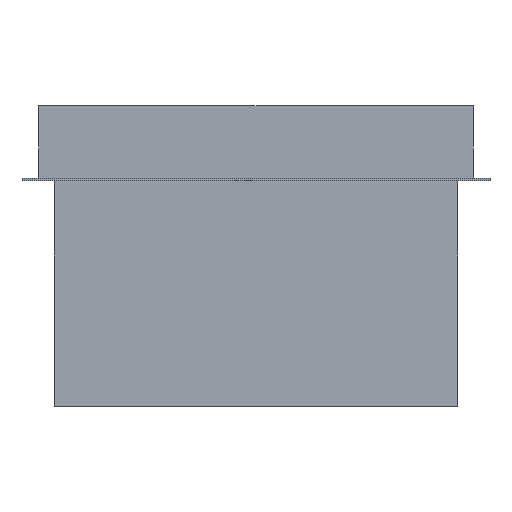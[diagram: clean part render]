
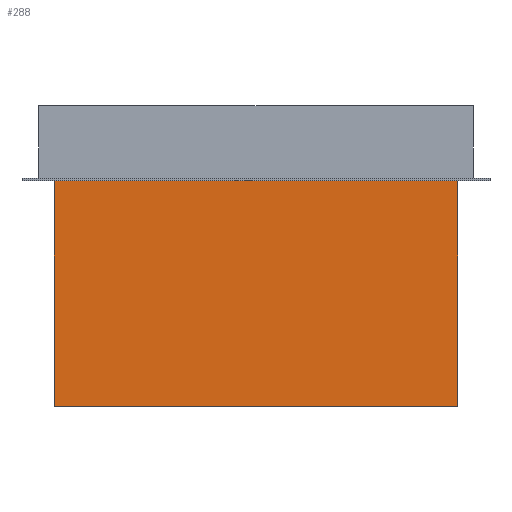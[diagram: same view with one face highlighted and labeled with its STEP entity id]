
A CAD part, left-side view. The second image highlights one B-rep face of the part: STEP entity #288.
In plain terms, the highlighted planar face has unit normal (-1, 0, 0).
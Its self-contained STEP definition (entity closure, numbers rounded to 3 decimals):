
#76=ORIENTED_EDGE('',*,*,#99,.T.);
#77=ORIENTED_EDGE('',*,*,#123,.F.);
#78=ORIENTED_EDGE('',*,*,#124,.F.);
#79=ORIENTED_EDGE('',*,*,#120,.T.);
#99=EDGE_CURVE('',#133,#135,#159,.T.);
#120=EDGE_CURVE('',#148,#133,#180,.T.);
#123=EDGE_CURVE('',#150,#135,#183,.T.);
#124=EDGE_CURVE('',#148,#150,#184,.T.);
#133=VERTEX_POINT('',#403);
#135=VERTEX_POINT('',#407);
#148=VERTEX_POINT('',#453);
#150=VERTEX_POINT('',#459);
#159=LINE('',#408,#195);
#180=LINE('',#452,#216);
#183=LINE('',#458,#219);
#184=LINE('',#460,#220);
#195=VECTOR('',#332,1000.);
#216=VECTOR('',#375,1000.);
#219=VECTOR('',#380,1000.);
#220=VECTOR('',#381,1000.);
#238=EDGE_LOOP('',(#76,#77,#78,#79));
#256=FACE_BOUND('',#238,.T.);
#272=PLANE('',#317);
#288=ADVANCED_FACE('',(#256),#272,.F.);
#317=AXIS2_PLACEMENT_3D('',#457,#378,#379);
#332=DIRECTION('',(0.,1.,0.));
#375=DIRECTION('',(0.,0.,1.));
#378=DIRECTION('',(1.,0.,0.));
#379=DIRECTION('',(0.,1.,0.));
#380=DIRECTION('',(0.,0.,1.));
#381=DIRECTION('',(0.,1.,0.));
#403=CARTESIAN_POINT('',(-5.,-165.,0.));
#407=CARTESIAN_POINT('',(-5.,165.,0.));
#408=CARTESIAN_POINT('',(-5.,-165.,0.));
#452=CARTESIAN_POINT('',(-5.,-165.,-184.5));
#453=CARTESIAN_POINT('',(-5.,-165.,-184.5));
#457=CARTESIAN_POINT('',(-5.,-165.,-184.5));
#458=CARTESIAN_POINT('',(-5.,165.,-184.5));
#459=CARTESIAN_POINT('',(-5.,165.,-184.5));
#460=CARTESIAN_POINT('',(-5.,-165.,-184.5));
